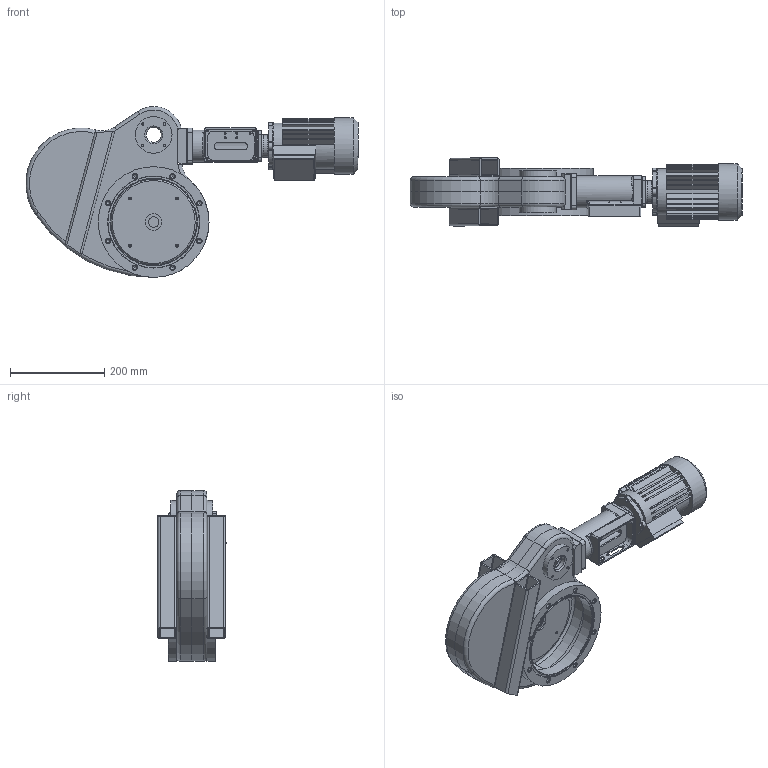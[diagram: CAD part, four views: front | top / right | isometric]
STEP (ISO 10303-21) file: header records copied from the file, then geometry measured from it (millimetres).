
FILE_DESCRIPTION(('STEP AP203'), '1');
FILE_NAME('2057 364888 2501 00 7 Çàòâîð 2ÇÂÝ-160', '2023-08-25T07:59:30', (''), (''), 'C3D Converter', 'C3D Toolkit', '');
FILE_SCHEMA(('CONFIG_CONTROL_DESIGN'));
Length unit declared in the file: millimetre
Products named in the file (16): 2057 364888 2501 00 7 СБ; -01; 2057 506122 2087 00 1; 2057 403141 6007 00 6; ЩП8.020.559-00 1; 2057 509941 4208 00 0; 2057 403344 1007 00 8; 2057 409942 7210 00 8; ЩП8.633.900-00 5
Assembly tree (17 placements, depth 3):
  2057 364888 2501 00 7 СБ
    (unnamed)
      (unnamed)
      -01
      (unnamed)
      (unnamed)
      (unnamed)  x2
      (unnamed)  x2
      2057 506122 2087 00 1
    2057 403141 6007 00 6
    ЩП8.020.559-00 1
    2057 509941 4208 00 0
    2057 403344 1007 00 8
    2057 409942 7210 00 8
    (unnamed)
    ЩП8.633.900-00 5
Bounding box: 704.35 x 144.48 x 362.43 mm (x, y, z)
Volume: 3980023.7 mm3; surface area: 1065937.4 mm2
Topology: 16 solids, 16 shells, 659 faces, 1600 edges, 998 vertices
Faces by surface type: cylinder 258, plane 244, cone 97, torus 48, bspline 9, sphere 3
Full cylindrical faces by diameter (mm): 2.459 x9, 4.134 x4, 4.917 x8, 4.918 x8, 6.647 x4, 7 x16, 8.376 x16, 9 x4, 10 x1, 11 x1, 22.2 x1, 32 x4, 33.7 x2, 35 x1, 36 x1, 42 x1, 45 x2, 48 x1, 50 x1, 52 x2, 53 x1, 54.4 x1, 56 x1, 57 x2, 58 x1, 65.8 x1, 68 x5, 70 x3, 72 x2, 78 x2
Entity records: 20206 total; most frequent: CARTESIAN_POINT 5377, DIRECTION 3096, ORIENTED_EDGE 2486, AXIS2_PLACEMENT_3D 1292, EDGE_CURVE 1243, EDGE_LOOP 953, VERTEX_POINT 904, CIRCLE 665
